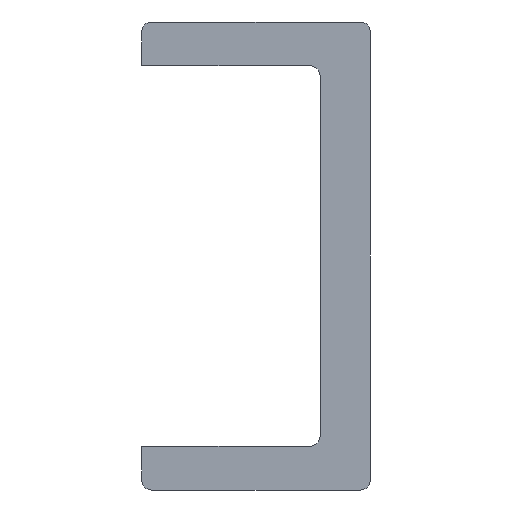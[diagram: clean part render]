
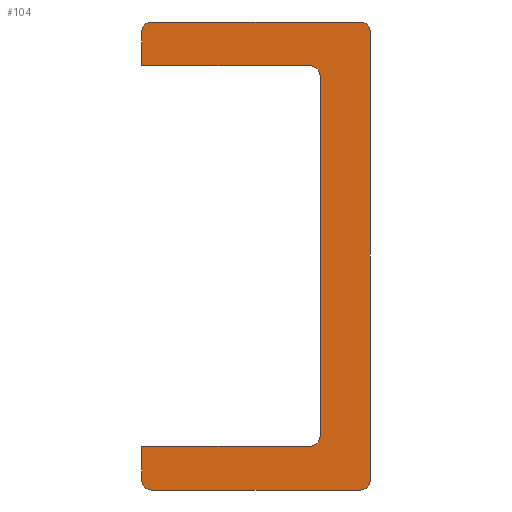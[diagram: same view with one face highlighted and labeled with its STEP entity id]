
A CAD part, front view. The second image highlights one B-rep face of the part: STEP entity #104.
In plain terms, the highlighted planar face has unit normal (0, -1, 0).
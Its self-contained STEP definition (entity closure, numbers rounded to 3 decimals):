
#104 = ADVANCED_FACE( '', ( #229 ), #230, .F. );
#229 = FACE_OUTER_BOUND( '', #394, .T. );
#230 = PLANE( '', #395 );
#394 = EDGE_LOOP( '', ( #635, #636, #637, #638, #639, #640, #641, #642, #643, #644, #645, #646, #647, #648 ) );
#395 = AXIS2_PLACEMENT_3D( '', #649, #650, #651 );
#635 = ORIENTED_EDGE( '', *, *, #859, .F. );
#636 = ORIENTED_EDGE( '', *, *, #845, .T. );
#637 = ORIENTED_EDGE( '', *, *, #829, .F. );
#638 = ORIENTED_EDGE( '', *, *, #788, .T. );
#639 = ORIENTED_EDGE( '', *, *, #860, .F. );
#640 = ORIENTED_EDGE( '', *, *, #802, .F. );
#641 = ORIENTED_EDGE( '', *, *, #781, .F. );
#642 = ORIENTED_EDGE( '', *, *, #861, .F. );
#643 = ORIENTED_EDGE( '', *, *, #842, .F. );
#644 = ORIENTED_EDGE( '', *, *, #832, .F. );
#645 = ORIENTED_EDGE( '', *, *, #840, .F. );
#646 = ORIENTED_EDGE( '', *, *, #862, .T. );
#647 = ORIENTED_EDGE( '', *, *, #793, .F. );
#648 = ORIENTED_EDGE( '', *, *, #863, .T. );
#649 = CARTESIAN_POINT( '', ( -10.5, 0., 21.5 ) );
#650 = DIRECTION( '', ( 0., 1., 0. ) );
#651 = DIRECTION( '', ( 0., 0., 1. ) );
#781 = EDGE_CURVE( '', #894, #895, #896, .T. );
#788 = EDGE_CURVE( '', #908, #906, #909, .F. );
#793 = EDGE_CURVE( '', #915, #917, #918, .T. );
#802 = EDGE_CURVE( '', #895, #931, #932, .T. );
#829 = EDGE_CURVE( '', #908, #975, #976, .T. );
#832 = EDGE_CURVE( '', #979, #980, #981, .T. );
#840 = EDGE_CURVE( '', #990, #979, #992, .T. );
#842 = EDGE_CURVE( '', #980, #994, #995, .T. );
#845 = EDGE_CURVE( '', #998, #975, #999, .F. );
#859 = EDGE_CURVE( '', #998, #1020, #1021, .T. );
#860 = EDGE_CURVE( '', #931, #906, #1022, .T. );
#861 = EDGE_CURVE( '', #994, #894, #1023, .T. );
#862 = EDGE_CURVE( '', #990, #917, #1024, .F. );
#863 = EDGE_CURVE( '', #915, #1020, #1025, .F. );
#894 = VERTEX_POINT( '', #1068 );
#895 = VERTEX_POINT( '', #1069 );
#896 = CIRCLE( '', #1070, 1. );
#906 = VERTEX_POINT( '', #1082 );
#908 = VERTEX_POINT( '', #1085 );
#909 = CIRCLE( '', #1086, 0.9 );
#915 = VERTEX_POINT( '', #1094 );
#917 = VERTEX_POINT( '', #1097 );
#918 = LINE( '', #1098, #1099 );
#931 = VERTEX_POINT( '', #1113 );
#932 = LINE( '', #1114, #1115 );
#975 = VERTEX_POINT( '', #1166 );
#976 = LINE( '', #1167, #1168 );
#979 = VERTEX_POINT( '', #1172 );
#980 = VERTEX_POINT( '', #1173 );
#981 = LINE( '', #1174, #1175 );
#990 = VERTEX_POINT( '', #1186 );
#992 = LINE( '', #1189, #1190 );
#994 = VERTEX_POINT( '', #1192 );
#995 = CIRCLE( '', #1193, 1. );
#998 = VERTEX_POINT( '', #1197 );
#999 = CIRCLE( '', #1198, 0.9 );
#1020 = VERTEX_POINT( '', #1220 );
#1021 = LINE( '', #1221, #1222 );
#1022 = LINE( '', #1223, #1224 );
#1023 = LINE( '', #1225, #1226 );
#1024 = CIRCLE( '', #1227, 0.9 );
#1025 = CIRCLE( '', #1228, 0.9 );
#1068 = CARTESIAN_POINT( '', ( 5.9, 0., 16.5 ) );
#1069 = CARTESIAN_POINT( '', ( 4.9, 0., 17.5 ) );
#1070 = AXIS2_PLACEMENT_3D( '', #1271, #1272, #1273 );
#1082 = CARTESIAN_POINT( '', ( -10.5, 0., 20.6 ) );
#1085 = CARTESIAN_POINT( '', ( -9.6, 0., 21.5 ) );
#1086 = AXIS2_PLACEMENT_3D( '', #1283, #1284, #1285 );
#1094 = CARTESIAN_POINT( '', ( 9.6, 0., -21.5 ) );
#1097 = CARTESIAN_POINT( '', ( -9.6, 0., -21.5 ) );
#1098 = CARTESIAN_POINT( '', ( 10.5, 0., -21.5 ) );
#1099 = VECTOR( '', #1289, 1000. );
#1113 = CARTESIAN_POINT( '', ( -10.5, 0., 17.5 ) );
#1114 = CARTESIAN_POINT( '', ( 4.9, 0., 17.5 ) );
#1115 = VECTOR( '', #1303, 1000. );
#1166 = CARTESIAN_POINT( '', ( 9.6, 0., 21.5 ) );
#1167 = CARTESIAN_POINT( '', ( -10.5, 0., 21.5 ) );
#1168 = VECTOR( '', #1348, 1000. );
#1172 = CARTESIAN_POINT( '', ( -10.5, 0., -17.5 ) );
#1173 = CARTESIAN_POINT( '', ( 4.9, 0., -17.5 ) );
#1174 = CARTESIAN_POINT( '', ( 4.9, 0., -17.5 ) );
#1175 = VECTOR( '', #1350, 1000. );
#1186 = CARTESIAN_POINT( '', ( -10.5, 0., -20.6 ) );
#1189 = CARTESIAN_POINT( '', ( -10.5, 0., -21.5 ) );
#1190 = VECTOR( '', #1360, 1000. );
#1192 = CARTESIAN_POINT( '', ( 5.9, 0., -16.5 ) );
#1193 = AXIS2_PLACEMENT_3D( '', #1361, #1362, #1363 );
#1197 = CARTESIAN_POINT( '', ( 10.5, 0., 20.6 ) );
#1198 = AXIS2_PLACEMENT_3D( '', #1365, #1366, #1367 );
#1220 = CARTESIAN_POINT( '', ( 10.5, 0., -20.6 ) );
#1221 = CARTESIAN_POINT( '', ( 10.5, 0., 21.5 ) );
#1222 = VECTOR( '', #1390, 1000. );
#1223 = CARTESIAN_POINT( '', ( -10.5, 0., -21.5 ) );
#1224 = VECTOR( '', #1391, 1000. );
#1225 = CARTESIAN_POINT( '', ( 5.9, 0., 16.5 ) );
#1226 = VECTOR( '', #1392, 1000. );
#1227 = AXIS2_PLACEMENT_3D( '', #1393, #1394, #1395 );
#1228 = AXIS2_PLACEMENT_3D( '', #1396, #1397, #1398 );
#1271 = CARTESIAN_POINT( '', ( 4.9, 0., 16.5 ) );
#1272 = DIRECTION( '', ( 0., -1., 0. ) );
#1273 = DIRECTION( '', ( -1., 0., 0. ) );
#1283 = CARTESIAN_POINT( '', ( -9.6, 0., 20.6 ) );
#1284 = DIRECTION( '', ( 0., 1., 0. ) );
#1285 = DIRECTION( '', ( 0., 0., 1. ) );
#1289 = DIRECTION( '', ( -1., 0., 0. ) );
#1303 = DIRECTION( '', ( -1., 0., 0. ) );
#1348 = DIRECTION( '', ( 1., 0., 0. ) );
#1350 = DIRECTION( '', ( 1., 0., 0. ) );
#1360 = DIRECTION( '', ( 0., 0., 1. ) );
#1361 = CARTESIAN_POINT( '', ( 4.9, 0., -16.5 ) );
#1362 = DIRECTION( '', ( 0., -1., 0. ) );
#1363 = DIRECTION( '', ( -1., 0., 0. ) );
#1365 = CARTESIAN_POINT( '', ( 9.6, 0., 20.6 ) );
#1366 = DIRECTION( '', ( 0., 1., 0. ) );
#1367 = DIRECTION( '', ( 0., 0., 1. ) );
#1390 = DIRECTION( '', ( 0., 0., -1. ) );
#1391 = DIRECTION( '', ( 0., 0., 1. ) );
#1392 = DIRECTION( '', ( 0., 0., 1. ) );
#1393 = CARTESIAN_POINT( '', ( -9.6, 0., -20.6 ) );
#1394 = DIRECTION( '', ( 0., 1., 0. ) );
#1395 = DIRECTION( '', ( 0., 0., 1. ) );
#1396 = CARTESIAN_POINT( '', ( 9.6, 0., -20.6 ) );
#1397 = DIRECTION( '', ( 0., 1., 0. ) );
#1398 = DIRECTION( '', ( 0., 0., 1. ) );
